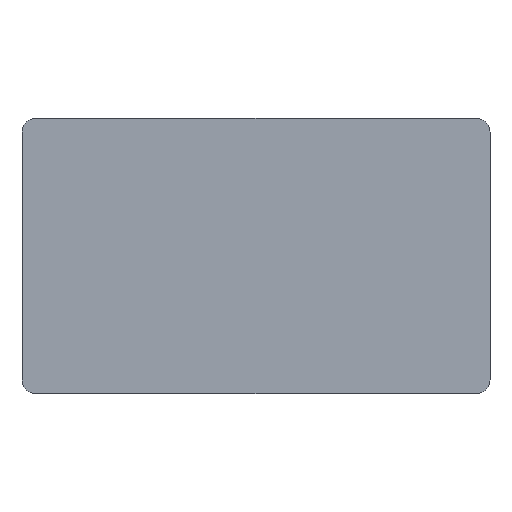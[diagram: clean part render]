
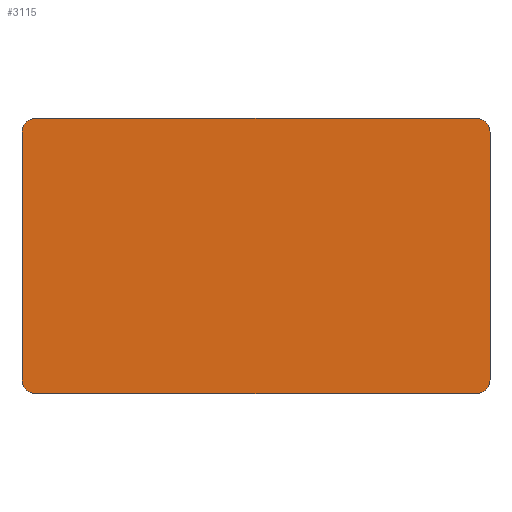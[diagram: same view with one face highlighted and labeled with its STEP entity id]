
A CAD part, front view. The second image highlights one B-rep face of the part: STEP entity #3115.
In plain terms, the highlighted planar face has unit normal (0, -1, 0).
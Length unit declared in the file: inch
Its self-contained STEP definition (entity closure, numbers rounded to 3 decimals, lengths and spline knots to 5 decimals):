
#213 = DIRECTION ( 'NONE',  ( 0., 0., 1. ) ) ;
#214 = DIRECTION ( 'NONE',  ( 0., 1., 0. ) ) ;
#215 = CARTESIAN_POINT ( 'NONE',  ( -3.145, 0., 1.77 ) ) ;
#229 = CIRCLE ( 'NONE', #292, 0.2 ) ;
#235 = AXIS2_PLACEMENT_3D ( 'NONE', #236, #363, #362 ) ;
#236 = CARTESIAN_POINT ( 'NONE',  ( 3.145, 0., 1.77 ) ) ;
#239 = CIRCLE ( 'NONE', #235, 0.2 ) ;
#240 = DIRECTION ( 'NONE',  ( 0., 0., -1. ) ) ;
#241 = VECTOR ( 'NONE', #240, 39.37008 ) ;
#242 = CARTESIAN_POINT ( 'NONE',  ( 3.345, 0., 1.77 ) ) ;
#243 = LINE ( 'NONE', #242, #241 ) ;
#292 = AXIS2_PLACEMENT_3D ( 'NONE', #215, #214, #213 ) ;
#296 = CARTESIAN_POINT ( 'NONE',  ( 3.345, 0., -1.77 ) ) ;
#334 = DIRECTION ( 'NONE',  ( 1., 0., 0. ) ) ;
#335 = VECTOR ( 'NONE', #334, 39.37008 ) ;
#336 = CARTESIAN_POINT ( 'NONE',  ( -3.145, 0., 1.97 ) ) ;
#337 = LINE ( 'NONE', #336, #335 ) ;
#349 = CARTESIAN_POINT ( 'NONE',  ( 3.145, 0., 1.97 ) ) ;
#362 = DIRECTION ( 'NONE',  ( 0., 0., 1. ) ) ;
#363 = DIRECTION ( 'NONE',  ( 0., 1., 0. ) ) ;
#597 = CARTESIAN_POINT ( 'NONE',  ( -3.145, 0., 1.97 ) ) ;
#819 = CARTESIAN_POINT ( 'NONE',  ( -3.345, 0., 1.77 ) ) ;
#2750 = CARTESIAN_POINT ( 'NONE',  ( 3.345, 0., 1.77 ) ) ;
#2862 = VERTEX_POINT ( 'NONE', #6448 ) ;
#2889 = VERTEX_POINT ( 'NONE', #6408 ) ;
#3079 = ORIENTED_EDGE ( 'NONE', *, *, #3174, .F. ) ;
#3081 = ORIENTED_EDGE ( 'NONE', *, *, #3292, .F. ) ;
#3086 = ORIENTED_EDGE ( 'NONE', *, *, #3274, .F. ) ;
#3088 = ORIENTED_EDGE ( 'NONE', *, *, #6795, .F. ) ;
#3090 = ORIENTED_EDGE ( 'NONE', *, *, #6813, .F. ) ;
#3115 = ADVANCED_FACE ( 'NONE', ( #6530 ), #6531, .F. ) ;
#3116 = ORIENTED_EDGE ( 'NONE', *, *, #3270, .F. ) ;
#3117 = ORIENTED_EDGE ( 'NONE', *, *, #6881, .F. ) ;
#3118 = ORIENTED_EDGE ( 'NONE', *, *, #6799, .F. ) ;
#3174 = EDGE_CURVE ( 'NONE', #6873, #2862, #7106, .T. ) ;
#3270 = EDGE_CURVE ( 'NONE', #2889, #3273, #7325, .T. ) ;
#3273 = VERTEX_POINT ( 'NONE', #7340 ) ;
#3274 = EDGE_CURVE ( 'NONE', #2862, #2889, #7359, .T. ) ;
#3291 = EDGE_LOOP ( 'NONE', ( #3117, #3081, #3116, #3086, #3079, #3088, #3118, #3090 ) ) ;
#3292 = EDGE_CURVE ( 'NONE', #3273, #6897, #7346, .T. ) ;
#6408 = CARTESIAN_POINT ( 'NONE',  ( -3.145, 0., -1.97 ) ) ;
#6448 = CARTESIAN_POINT ( 'NONE',  ( 3.145, 0., -1.97 ) ) ;
#6529 = CARTESIAN_POINT ( 'NONE',  ( -3.145, 0., 1.77 ) ) ;
#6530 = FACE_OUTER_BOUND ( 'NONE', #3291, .T. ) ;
#6531 = PLANE ( 'NONE',  #6539 ) ;
#6539 = AXIS2_PLACEMENT_3D ( 'NONE', #6529, #6648, #6647 ) ;
#6647 = DIRECTION ( 'NONE',  ( 0., 0., 1. ) ) ;
#6648 = DIRECTION ( 'NONE',  ( 0., 1., 0. ) ) ;
#6750 = VERTEX_POINT ( 'NONE', #2750 ) ;
#6795 = EDGE_CURVE ( 'NONE', #6750, #6873, #243, .T. ) ;
#6799 = EDGE_CURVE ( 'NONE', #6809, #6750, #239, .T. ) ;
#6809 = VERTEX_POINT ( 'NONE', #349 ) ;
#6813 = EDGE_CURVE ( 'NONE', #7008, #6809, #337, .T. ) ;
#6873 = VERTEX_POINT ( 'NONE', #296 ) ;
#6881 = EDGE_CURVE ( 'NONE', #6897, #7008, #229, .T. ) ;
#6897 = VERTEX_POINT ( 'NONE', #819 ) ;
#7008 = VERTEX_POINT ( 'NONE', #597 ) ;
#7094 = AXIS2_PLACEMENT_3D ( 'NONE', #7096, #7161, #7160 ) ;
#7096 = CARTESIAN_POINT ( 'NONE',  ( 3.145, 0., -1.77 ) ) ;
#7106 = CIRCLE ( 'NONE', #7094, 0.2 ) ;
#7160 = DIRECTION ( 'NONE',  ( 0., 0., 1. ) ) ;
#7161 = DIRECTION ( 'NONE',  ( 0., 1., 0. ) ) ;
#7298 = DIRECTION ( 'NONE',  ( 0., 1., 0. ) ) ;
#7325 = CIRCLE ( 'NONE', #7354, 0.2 ) ;
#7340 = CARTESIAN_POINT ( 'NONE',  ( -3.345, 0., -1.77 ) ) ;
#7345 = CARTESIAN_POINT ( 'NONE',  ( -3.345, 0., 1.77 ) ) ;
#7346 = LINE ( 'NONE', #7345, #7371 ) ;
#7347 = CARTESIAN_POINT ( 'NONE',  ( -3.145, 0., -1.77 ) ) ;
#7354 = AXIS2_PLACEMENT_3D ( 'NONE', #7347, #7298, #7372 ) ;
#7358 = CARTESIAN_POINT ( 'NONE',  ( -3.145, 0., -1.97 ) ) ;
#7359 = LINE ( 'NONE', #7358, #7363 ) ;
#7362 = DIRECTION ( 'NONE',  ( -1., 0., 0. ) ) ;
#7363 = VECTOR ( 'NONE', #7362, 39.37008 ) ;
#7370 = DIRECTION ( 'NONE',  ( 0., 0., 1. ) ) ;
#7371 = VECTOR ( 'NONE', #7370, 39.37008 ) ;
#7372 = DIRECTION ( 'NONE',  ( 0., 0., 1. ) ) ;
